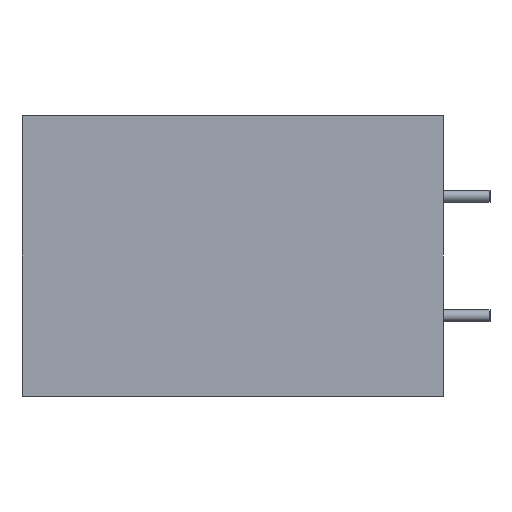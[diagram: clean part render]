
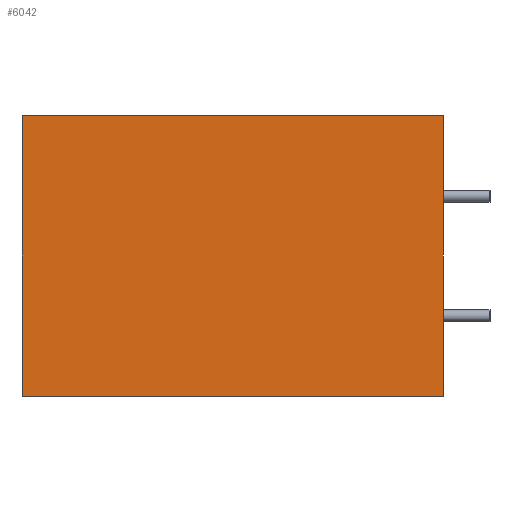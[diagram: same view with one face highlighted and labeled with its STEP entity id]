
A CAD part, left-side view. The second image highlights one B-rep face of the part: STEP entity #6042.
In plain terms, the highlighted planar face has unit normal (-1, 0, 0).
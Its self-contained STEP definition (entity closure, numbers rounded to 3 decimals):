
#566=ORIENTED_EDGE('',*,*,#1739,.T.);
#567=ORIENTED_EDGE('',*,*,#1758,.F.);
#568=ORIENTED_EDGE('',*,*,#1727,.F.);
#569=ORIENTED_EDGE('',*,*,#1759,.T.);
#1727=EDGE_CURVE('',#2333,#2334,#2703,.T.);
#1739=EDGE_CURVE('',#2345,#2344,#2715,.T.);
#1758=EDGE_CURVE('',#2334,#2344,#2734,.T.);
#1759=EDGE_CURVE('',#2333,#2345,#2735,.T.);
#2333=VERTEX_POINT('',#8378);
#2334=VERTEX_POINT('',#8380);
#2344=VERTEX_POINT('',#8403);
#2345=VERTEX_POINT('',#8405);
#2703=LINE('',#8379,#3090);
#2715=LINE('',#8404,#3102);
#2734=LINE('',#8441,#3121);
#2735=LINE('',#8442,#3122);
#3090=VECTOR('',#6720,1000.);
#3102=VECTOR('',#6736,1000.);
#3121=VECTOR('',#6761,1000.);
#3122=VECTOR('',#6762,1000.);
#3400=EDGE_LOOP('',(#566,#567,#568,#569));
#3726=FACE_BOUND('',#3400,.T.);
#4003=PLANE('',#6327);
#6042=ADVANCED_FACE('',(#3726),#4003,.F.);
#6327=AXIS2_PLACEMENT_3D('',#8440,#6759,#6760);
#6720=DIRECTION('',(0.,-1.,0.));
#6736=DIRECTION('',(0.,-1.,0.));
#6759=DIRECTION('',(1.,0.,0.));
#6760=DIRECTION('',(0.,0.,-1.));
#6761=DIRECTION('',(0.,0.,-1.));
#6762=DIRECTION('',(0.,0.,-1.));
#8378=CARTESIAN_POINT('',(-21.,18.,12.));
#8379=CARTESIAN_POINT('',(-21.,18.,12.));
#8380=CARTESIAN_POINT('',(-21.,-18.,12.));
#8403=CARTESIAN_POINT('',(-21.,-18.,-12.));
#8404=CARTESIAN_POINT('',(-21.,18.,-12.));
#8405=CARTESIAN_POINT('',(-21.,18.,-12.));
#8440=CARTESIAN_POINT('',(-21.,18.,12.));
#8441=CARTESIAN_POINT('',(-21.,-18.,12.));
#8442=CARTESIAN_POINT('',(-21.,18.,12.));
